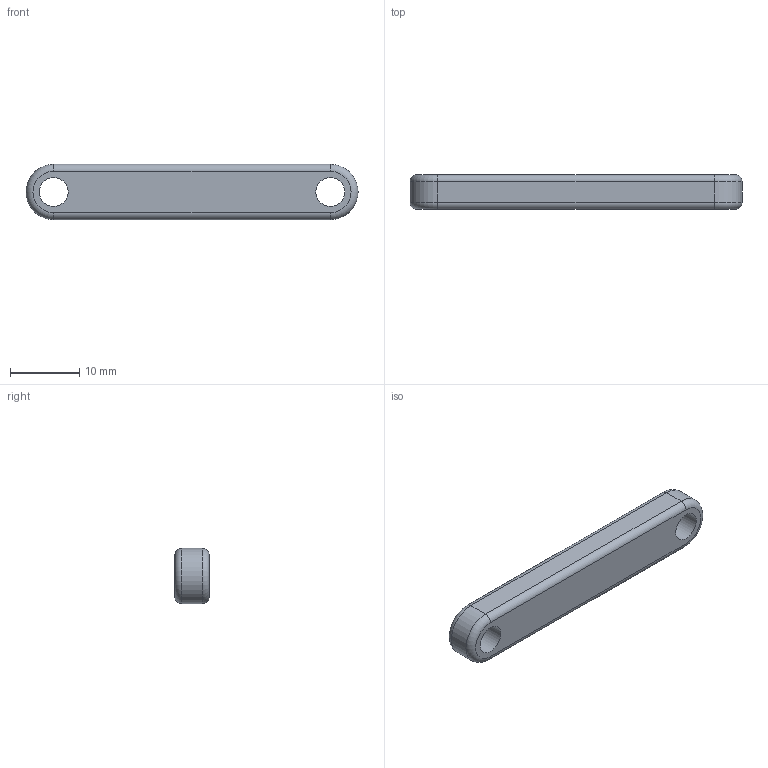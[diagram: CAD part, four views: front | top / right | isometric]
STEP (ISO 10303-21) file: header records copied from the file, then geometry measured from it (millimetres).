
FILE_DESCRIPTION(/* description */ (''),/* implementation_level */ '2;1');
FILE_NAME(/* name */ 'Crank_Straight v2.step',/* time_stamp */ '2018-04-11T17:04:58+09:00',/* author */ ('iwataU5C66'),/* organization */ (''),/* preprocessor_version */ 'ST-DEVELOPER v16.13',/* originating_system */ 'Autodesk Translation Framework v6.5.0.72',/* authorisation */ '');
FILE_SCHEMA (('AUTOMOTIVE_DESIGN { 1 0 10303 214 3 1 1 }'));
Length unit declared in the file: millimetre
Products named in the file (1): Crank_Straight
Bounding box: 48 x 5 x 8 mm (x, y, z)
Volume: 1668.3 mm3; surface area: 1251.6 mm2
Topology: 1 solids, 1 shells, 16 faces, 34 edges, 20 vertices
Faces by surface type: cylinder 8, torus 4, plane 4
Full cylindrical faces by diameter (mm): 4.2 x2
Entity records: 475 total; most frequent: DIRECTION 88, CARTESIAN_POINT 71, ORIENTED_EDGE 68, AXIS2_PLACEMENT_3D 37, EDGE_CURVE 34, EDGE_LOOP 20, CIRCLE 20, VERTEX_POINT 20
